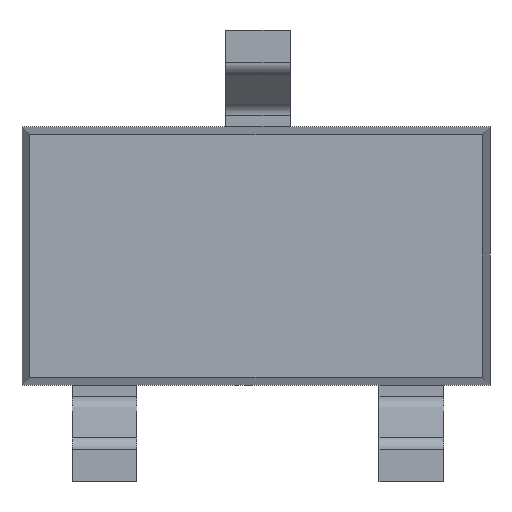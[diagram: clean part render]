
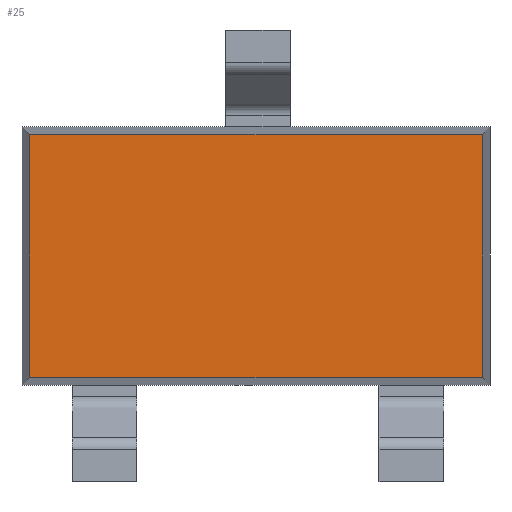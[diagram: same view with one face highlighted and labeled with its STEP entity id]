
A CAD part, front view. The second image highlights one B-rep face of the part: STEP entity #25.
In plain terms, the highlighted planar face has unit normal (0, -1, 0).
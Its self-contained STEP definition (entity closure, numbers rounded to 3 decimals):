
#21 = EDGE_CURVE ( 'NONE', #751, #22, #688, .T. ) ;
#22 = VERTEX_POINT ( 'NONE', #684 ) ;
#25 = ADVANCED_FACE ( 'NONE', ( #731 ), #807, .F. ) ;
#26 = EDGE_LOOP ( 'NONE', ( #27, #28, #70, #72 ) ) ;
#27 = ORIENTED_EDGE ( 'NONE', *, *, #720, .F. ) ;
#28 = ORIENTED_EDGE ( 'NONE', *, *, #854, .F. ) ;
#70 = ORIENTED_EDGE ( 'NONE', *, *, #71, .F. ) ;
#71 = EDGE_CURVE ( 'NONE', #22, #771, #498, .T. ) ;
#72 = ORIENTED_EDGE ( 'NONE', *, *, #21, .F. ) ;
#495 = DIRECTION ( 'NONE',  ( 0., 0., -1. ) ) ;
#496 = VECTOR ( 'NONE', #495, 1000. ) ;
#497 = CARTESIAN_POINT ( 'NONE',  ( -70.899, 21.839, 23.742 ) ) ;
#498 = LINE ( 'NONE', #497, #496 ) ;
#684 = CARTESIAN_POINT ( 'NONE',  ( -70.899, 21.839, 23.694 ) ) ;
#685 = DIRECTION ( 'NONE',  ( 1., 0., 0. ) ) ;
#686 = VECTOR ( 'NONE', #685, 1000. ) ;
#687 = CARTESIAN_POINT ( 'NONE',  ( -73.751, 21.839, 23.694 ) ) ;
#688 = LINE ( 'NONE', #687, #686 ) ;
#720 = EDGE_CURVE ( 'NONE', #872, #751, #1950, .T. ) ;
#731 = FACE_OUTER_BOUND ( 'NONE', #26, .T. ) ;
#751 = VERTEX_POINT ( 'NONE', #1779 ) ;
#771 = VERTEX_POINT ( 'NONE', #1853 ) ;
#803 = DIRECTION ( 'NONE',  ( 0., 0., 1. ) ) ;
#804 = DIRECTION ( 'NONE',  ( 0., 1., 0. ) ) ;
#805 = CARTESIAN_POINT ( 'NONE',  ( -73.751, 21.839, 23.742 ) ) ;
#806 = AXIS2_PLACEMENT_3D ( 'NONE', #805, #804, #803 ) ;
#807 = PLANE ( 'NONE',  #806 ) ;
#854 = EDGE_CURVE ( 'NONE', #771, #872, #2004, .T. ) ;
#872 = VERTEX_POINT ( 'NONE', #2121 ) ;
#1779 = CARTESIAN_POINT ( 'NONE',  ( -73.703, 21.839, 23.694 ) ) ;
#1853 = CARTESIAN_POINT ( 'NONE',  ( -70.899, 21.839, 22.19 ) ) ;
#1947 = DIRECTION ( 'NONE',  ( 0., 0., 1. ) ) ;
#1948 = VECTOR ( 'NONE', #1947, 1000. ) ;
#1949 = CARTESIAN_POINT ( 'NONE',  ( -73.703, 21.839, 23.742 ) ) ;
#1950 = LINE ( 'NONE', #1949, #1948 ) ;
#2001 = DIRECTION ( 'NONE',  ( -1., 0., 0. ) ) ;
#2002 = VECTOR ( 'NONE', #2001, 1000. ) ;
#2003 = CARTESIAN_POINT ( 'NONE',  ( -73.751, 21.839, 22.19 ) ) ;
#2004 = LINE ( 'NONE', #2003, #2002 ) ;
#2121 = CARTESIAN_POINT ( 'NONE',  ( -73.703, 21.839, 22.19 ) ) ;
